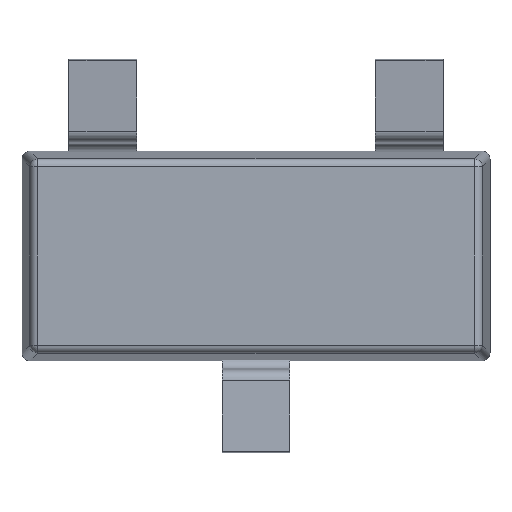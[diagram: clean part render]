
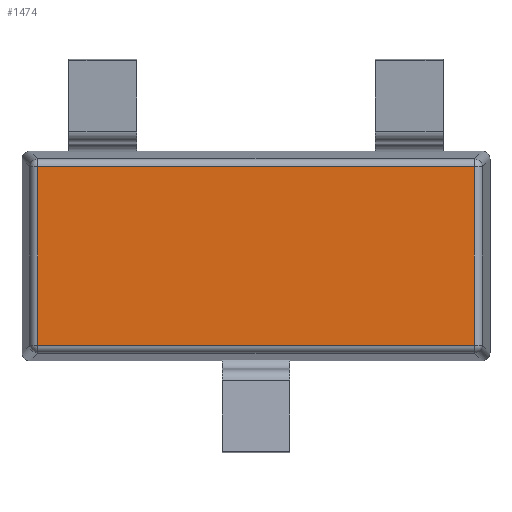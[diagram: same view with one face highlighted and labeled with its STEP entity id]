
A CAD part, front view. The second image highlights one B-rep face of the part: STEP entity #1474.
In plain terms, the highlighted planar face has unit normal (0, -1, 0).
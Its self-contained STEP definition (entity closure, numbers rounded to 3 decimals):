
#30 = CARTESIAN_POINT ( 'NONE',  ( -1.352, 0.02, -0.552 ) ) ;
#50 = VERTEX_POINT ( 'NONE', #1323 ) ;
#293 = VECTOR ( 'NONE', #2220, 1000. ) ;
#295 = EDGE_CURVE ( 'NONE', #2120, #1933, #1135, .T. ) ;
#429 = ORIENTED_EDGE ( 'NONE', *, *, #1258, .T. ) ;
#483 = VECTOR ( 'NONE', #2065, 1000. ) ;
#509 = AXIS2_PLACEMENT_3D ( 'NONE', #1308, #713, #514 ) ;
#514 = DIRECTION ( 'NONE',  ( 0., 0., -1. ) ) ;
#658 = EDGE_CURVE ( 'NONE', #1293, #2120, #961, .T. ) ;
#713 = DIRECTION ( 'NONE',  ( 0., -1., 0. ) ) ;
#756 = CARTESIAN_POINT ( 'NONE',  ( 0., 0.02, -0.552 ) ) ;
#805 = CARTESIAN_POINT ( 'NONE',  ( -1.352, 0.02, 0. ) ) ;
#878 = CARTESIAN_POINT ( 'NONE',  ( 1.352, 0.02, 0. ) ) ;
#950 = DIRECTION ( 'NONE',  ( 1., 0., 0. ) ) ;
#961 = LINE ( 'NONE', #756, #1440 ) ;
#964 = FACE_OUTER_BOUND ( 'NONE', #1349, .T. ) ;
#1043 = CARTESIAN_POINT ( 'NONE',  ( 0., 0.02, 0.552 ) ) ;
#1100 = DIRECTION ( 'NONE',  ( 0., 0., 1. ) ) ;
#1135 = LINE ( 'NONE', #878, #1889 ) ;
#1258 = EDGE_CURVE ( 'NONE', #50, #1293, #2262, .T. ) ;
#1293 = VERTEX_POINT ( 'NONE', #30 ) ;
#1308 = CARTESIAN_POINT ( 'NONE',  ( 0., 0.02, 0. ) ) ;
#1323 = CARTESIAN_POINT ( 'NONE',  ( -1.352, 0.02, 0.552 ) ) ;
#1349 = EDGE_LOOP ( 'NONE', ( #429, #1534, #2222, #2450 ) ) ;
#1409 = CARTESIAN_POINT ( 'NONE',  ( 1.352, 0.02, 0.552 ) ) ;
#1440 = VECTOR ( 'NONE', #950, 1000. ) ;
#1474 = ADVANCED_FACE ( 'NONE', ( #964 ), #1739, .T. ) ;
#1534 = ORIENTED_EDGE ( 'NONE', *, *, #658, .T. ) ;
#1739 = PLANE ( 'NONE',  #509 ) ;
#1889 = VECTOR ( 'NONE', #1100, 1000. ) ;
#1933 = VERTEX_POINT ( 'NONE', #1409 ) ;
#2065 = DIRECTION ( 'NONE',  ( -1., 0., 0. ) ) ;
#2074 = LINE ( 'NONE', #1043, #483 ) ;
#2120 = VERTEX_POINT ( 'NONE', #2460 ) ;
#2132 = EDGE_CURVE ( 'NONE', #1933, #50, #2074, .T. ) ;
#2220 = DIRECTION ( 'NONE',  ( 0., 0., -1. ) ) ;
#2222 = ORIENTED_EDGE ( 'NONE', *, *, #295, .T. ) ;
#2262 = LINE ( 'NONE', #805, #293 ) ;
#2450 = ORIENTED_EDGE ( 'NONE', *, *, #2132, .T. ) ;
#2460 = CARTESIAN_POINT ( 'NONE',  ( 1.352, 0.02, -0.552 ) ) ;
